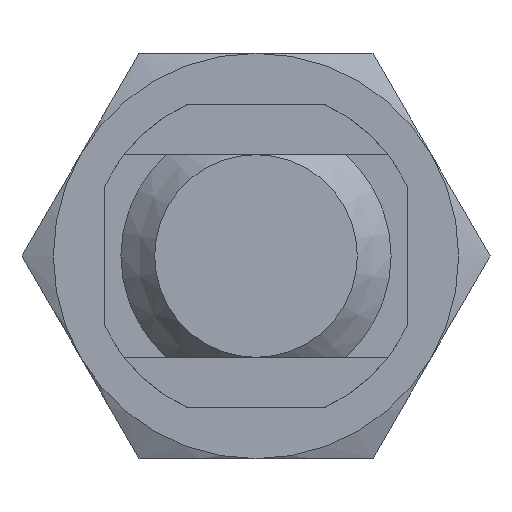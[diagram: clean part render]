
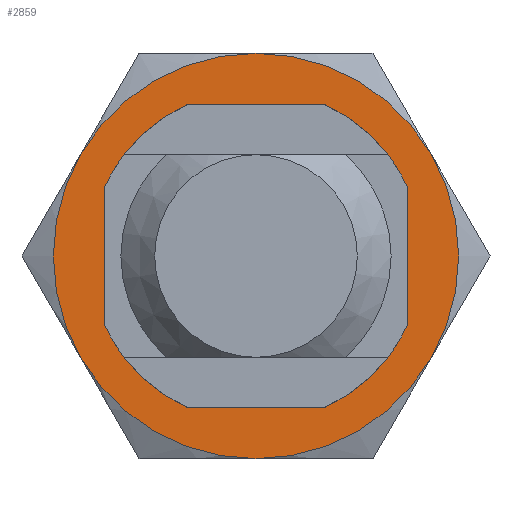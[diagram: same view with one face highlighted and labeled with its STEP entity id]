
A CAD part, left-side view. The second image highlights one B-rep face of the part: STEP entity #2859.
In plain terms, the highlighted planar face has unit normal (-1, 0, 0).
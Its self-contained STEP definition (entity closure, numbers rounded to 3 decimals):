
#3 = CIRCLE ( 'NONE', #2673, 12. ) ;
#28 = CARTESIAN_POINT ( 'NONE',  ( 4., 0., 0. ) ) ;
#34 = EDGE_CURVE ( 'NONE', #3352, #1692, #107, .T. ) ;
#93 = DIRECTION ( 'NONE',  ( 0., 0., -1. ) ) ;
#100 = AXIS2_PLACEMENT_3D ( 'NONE', #3034, #1292, #913 ) ;
#107 = CIRCLE ( 'NONE', #1822, 12. ) ;
#178 = EDGE_CURVE ( 'NONE', #2359, #1860, #3877, .T. ) ;
#273 = EDGE_CURVE ( 'NONE', #1860, #3352, #367, .T. ) ;
#308 = EDGE_CURVE ( 'NONE', #2352, #2068, #1488, .T. ) ;
#367 = CIRCLE ( 'NONE', #877, 12. ) ;
#470 = ORIENTED_EDGE ( 'NONE', *, *, #2972, .T. ) ;
#528 = AXIS2_PLACEMENT_3D ( 'NONE', #28, #3625, #2166 ) ;
#541 = DIRECTION ( 'NONE',  ( 0., 0., -1. ) ) ;
#554 = DIRECTION ( 'NONE',  ( -1., 0., 0. ) ) ;
#580 = CARTESIAN_POINT ( 'NONE',  ( 4., 10.392, -6. ) ) ;
#652 = ORIENTED_EDGE ( 'NONE', *, *, #34, .T. ) ;
#675 = CIRCLE ( 'NONE', #528, 12. ) ;
#852 = DIRECTION ( 'NONE',  ( -1., 0., 0. ) ) ;
#877 = AXIS2_PLACEMENT_3D ( 'NONE', #2062, #3213, #3188 ) ;
#913 = DIRECTION ( 'NONE',  ( 0., -1., 0. ) ) ;
#1008 = CARTESIAN_POINT ( 'NONE',  ( 4., 0., 0. ) ) ;
#1056 = DIRECTION ( 'NONE',  ( -1., 0., 0. ) ) ;
#1211 = CARTESIAN_POINT ( 'NONE',  ( 4., 0., 0. ) ) ;
#1271 = CARTESIAN_POINT ( 'NONE',  ( 4., 10.392, 6. ) ) ;
#1292 = DIRECTION ( 'NONE',  ( 1., 0., 0. ) ) ;
#1299 = CARTESIAN_POINT ( 'NONE',  ( 4., 0., 0. ) ) ;
#1430 = DIRECTION ( 'NONE',  ( 0., 0., -1. ) ) ;
#1488 = CIRCLE ( 'NONE', #2597, 8. ) ;
#1565 = EDGE_CURVE ( 'NONE', #3736, #3110, #3, .T. ) ;
#1572 = AXIS2_PLACEMENT_3D ( 'NONE', #1598, #4100, #3085 ) ;
#1598 = CARTESIAN_POINT ( 'NONE',  ( 4., 0., 0. ) ) ;
#1634 = DIRECTION ( 'NONE',  ( -1., 0., 0. ) ) ;
#1692 = VERTEX_POINT ( 'NONE', #3805 ) ;
#1773 = DIRECTION ( 'NONE',  ( 0., 0., -1. ) ) ;
#1822 = AXIS2_PLACEMENT_3D ( 'NONE', #1211, #852, #93 ) ;
#1841 = EDGE_CURVE ( 'NONE', #1692, #3736, #675, .T. ) ;
#1860 = VERTEX_POINT ( 'NONE', #2539 ) ;
#2062 = CARTESIAN_POINT ( 'NONE',  ( 4., 0., 0. ) ) ;
#2068 = VERTEX_POINT ( 'NONE', #2345 ) ;
#2144 = ORIENTED_EDGE ( 'NONE', *, *, #308, .F. ) ;
#2166 = DIRECTION ( 'NONE',  ( 0., 0., -1. ) ) ;
#2175 = EDGE_LOOP ( 'NONE', ( #2144, #4044 ) ) ;
#2250 = ORIENTED_EDGE ( 'NONE', *, *, #1565, .T. ) ;
#2333 = ORIENTED_EDGE ( 'NONE', *, *, #273, .T. ) ;
#2345 = CARTESIAN_POINT ( 'NONE',  ( 4., 0., 8. ) ) ;
#2352 = VERTEX_POINT ( 'NONE', #3606 ) ;
#2359 = VERTEX_POINT ( 'NONE', #3326 ) ;
#2362 = FACE_OUTER_BOUND ( 'NONE', #2806, .T. ) ;
#2411 = PLANE ( 'NONE',  #100 ) ;
#2539 = CARTESIAN_POINT ( 'NONE',  ( 4., -10.392, -6. ) ) ;
#2597 = AXIS2_PLACEMENT_3D ( 'NONE', #3928, #3871, #1773 ) ;
#2670 = CARTESIAN_POINT ( 'NONE',  ( 4., 0., 0. ) ) ;
#2673 = AXIS2_PLACEMENT_3D ( 'NONE', #2670, #1634, #541 ) ;
#2806 = EDGE_LOOP ( 'NONE', ( #4050, #2333, #652, #3767, #2250, #470 ) ) ;
#2859 = ADVANCED_FACE ( 'NONE', ( #3750, #2362 ), #2411, .F. ) ;
#2972 = EDGE_CURVE ( 'NONE', #3110, #2359, #3908, .T. ) ;
#2999 = DIRECTION ( 'NONE',  ( 0., 0., -1. ) ) ;
#3034 = CARTESIAN_POINT ( 'NONE',  ( 4., 0., 0. ) ) ;
#3085 = DIRECTION ( 'NONE',  ( 0., 0., -1. ) ) ;
#3110 = VERTEX_POINT ( 'NONE', #580 ) ;
#3116 = CARTESIAN_POINT ( 'NONE',  ( 4., -10.392, 6. ) ) ;
#3188 = DIRECTION ( 'NONE',  ( 0., 0., -1. ) ) ;
#3213 = DIRECTION ( 'NONE',  ( -1., 0., 0. ) ) ;
#3296 = CIRCLE ( 'NONE', #1572, 8. ) ;
#3326 = CARTESIAN_POINT ( 'NONE',  ( 4., 0., -12. ) ) ;
#3352 = VERTEX_POINT ( 'NONE', #3116 ) ;
#3455 = AXIS2_PLACEMENT_3D ( 'NONE', #1008, #1056, #1430 ) ;
#3606 = CARTESIAN_POINT ( 'NONE',  ( 4., 0., -8. ) ) ;
#3625 = DIRECTION ( 'NONE',  ( -1., 0., 0. ) ) ;
#3736 = VERTEX_POINT ( 'NONE', #1271 ) ;
#3750 = FACE_BOUND ( 'NONE', #2175, .T. ) ;
#3767 = ORIENTED_EDGE ( 'NONE', *, *, #1841, .T. ) ;
#3805 = CARTESIAN_POINT ( 'NONE',  ( 4., 0., 12. ) ) ;
#3871 = DIRECTION ( 'NONE',  ( -1., 0., 0. ) ) ;
#3877 = CIRCLE ( 'NONE', #4400, 12. ) ;
#3908 = CIRCLE ( 'NONE', #3455, 12. ) ;
#3928 = CARTESIAN_POINT ( 'NONE',  ( 4., 0., 0. ) ) ;
#4044 = ORIENTED_EDGE ( 'NONE', *, *, #4161, .F. ) ;
#4050 = ORIENTED_EDGE ( 'NONE', *, *, #178, .T. ) ;
#4100 = DIRECTION ( 'NONE',  ( -1., 0., 0. ) ) ;
#4161 = EDGE_CURVE ( 'NONE', #2068, #2352, #3296, .T. ) ;
#4400 = AXIS2_PLACEMENT_3D ( 'NONE', #1299, #554, #2999 ) ;
